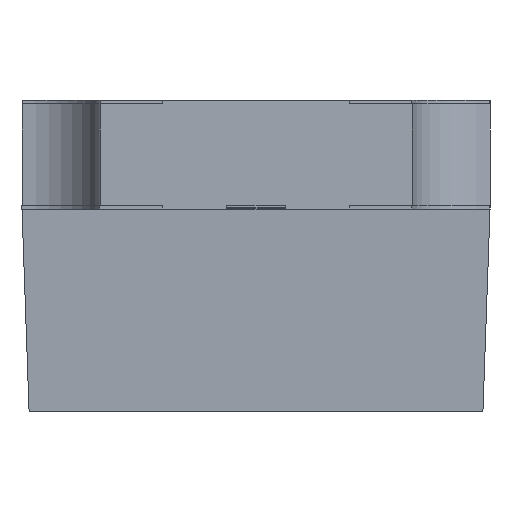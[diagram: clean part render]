
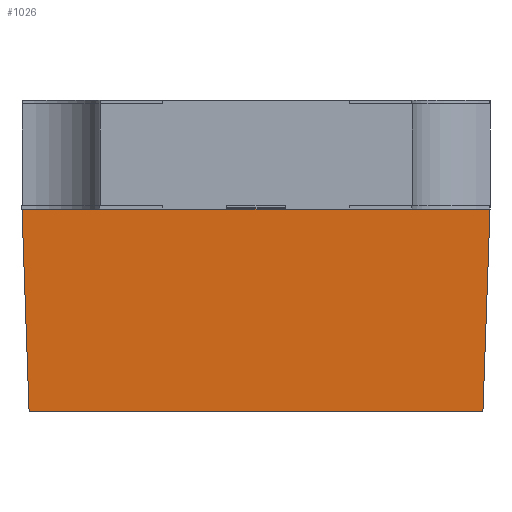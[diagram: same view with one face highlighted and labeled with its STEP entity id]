
A CAD part, front view. The second image highlights one B-rep face of the part: STEP entity #1026.
In plain terms, the highlighted planar face has unit normal (0, -0.999, -0.035).
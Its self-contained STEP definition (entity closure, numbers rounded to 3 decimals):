
#1026 = ADVANCED_FACE( '', ( #1986 ), #1987, .T. );
#1986 = FACE_OUTER_BOUND( '', #2963, .T. );
#1987 = PLANE( '', #2964 );
#2963 = EDGE_LOOP( '', ( #5430, #5431, #5432, #5433, #5434, #5435, #5436, #5437 ) );
#2964 = AXIS2_PLACEMENT_3D( '', #5438, #5439, #5440 );
#5430 = ORIENTED_EDGE( '', *, *, #7213, .T. );
#5431 = ORIENTED_EDGE( '', *, *, #7214, .T. );
#5432 = ORIENTED_EDGE( '', *, *, #7215, .T. );
#5433 = ORIENTED_EDGE( '', *, *, #6391, .T. );
#5434 = ORIENTED_EDGE( '', *, *, #7216, .T. );
#5435 = ORIENTED_EDGE( '', *, *, #7060, .F. );
#5436 = ORIENTED_EDGE( '', *, *, #6726, .F. );
#5437 = ORIENTED_EDGE( '', *, *, #6815, .T. );
#5438 = CARTESIAN_POINT( '', ( 0., -0.6, 0.52 ) );
#5439 = DIRECTION( '', ( 0., -0.999, -0.035 ) );
#5440 = DIRECTION( '', ( 0., 0.035, -0.999 ) );
#6391 = EDGE_CURVE( '', #7715, #7716, #7717, .T. );
#6726 = EDGE_CURVE( '', #8279, #8280, #8281, .F. );
#6815 = EDGE_CURVE( '', #8279, #8409, #8411, .T. );
#7060 = EDGE_CURVE( '', #8280, #8638, #8741, .T. );
#7213 = EDGE_CURVE( '', #8409, #8714, #8926, .F. );
#7214 = EDGE_CURVE( '', #8714, #7706, #8927, .T. );
#7215 = EDGE_CURVE( '', #7706, #7715, #8928, .F. );
#7216 = EDGE_CURVE( '', #7716, #8638, #8929, .F. );
#7706 = VERTEX_POINT( '', #9583 );
#7715 = VERTEX_POINT( '', #9596 );
#7716 = VERTEX_POINT( '', #9597 );
#7717 = LINE( '', #9598, #9599 );
#8279 = VERTEX_POINT( '', #10430 );
#8280 = VERTEX_POINT( '', #10431 );
#8281 = LINE( '', #10432, #10433 );
#8409 = VERTEX_POINT( '', #10620 );
#8411 = LINE( '', #10623, #10624 );
#8638 = VERTEX_POINT( '', #10968 );
#8714 = VERTEX_POINT( '', #11085 );
#8741 = LINE( '', #11127, #11128 );
#8926 = LINE( '', #11414, #11415 );
#8927 = LINE( '', #11416, #11417 );
#8928 = LINE( '', #11418, #11419 );
#8929 = LINE( '', #11420, #11421 );
#9583 = CARTESIAN_POINT( '', ( 0.15, -0.6, 0.52 ) );
#9596 = CARTESIAN_POINT( '', ( -0.15, -0.6, 0.52 ) );
#9597 = CARTESIAN_POINT( '', ( -0.295, -0.6, 0.52 ) );
#9598 = CARTESIAN_POINT( '', ( -0.15, -0.6, 0.52 ) );
#9599 = VECTOR( '', #11781, 1000. );
#10430 = CARTESIAN_POINT( '', ( 0.582, -0.582, 0. ) );
#10431 = CARTESIAN_POINT( '', ( -0.582, -0.582, 0. ) );
#10432 = CARTESIAN_POINT( '', ( 0., -0.582, 0. ) );
#10433 = VECTOR( '', #12081, 1000. );
#10620 = CARTESIAN_POINT( '', ( 0.6, -0.6, 0.52 ) );
#10623 = CARTESIAN_POINT( '', ( 0.599, -0.599, 0.499 ) );
#10624 = VECTOR( '', #12148, 1000. );
#10968 = CARTESIAN_POINT( '', ( -0.6, -0.6, 0.52 ) );
#11085 = CARTESIAN_POINT( '', ( 0.295, -0.6, 0.52 ) );
#11127 = CARTESIAN_POINT( '', ( -0.599, -0.599, 0.499 ) );
#11128 = VECTOR( '', #12340, 1000. );
#11414 = CARTESIAN_POINT( '', ( 0., -0.6, 0.52 ) );
#11415 = VECTOR( '', #12442, 1000. );
#11416 = CARTESIAN_POINT( '', ( 0.15, -0.6, 0.52 ) );
#11417 = VECTOR( '', #12443, 1000. );
#11418 = CARTESIAN_POINT( '', ( 0., -0.6, 0.52 ) );
#11419 = VECTOR( '', #12444, 1000. );
#11420 = CARTESIAN_POINT( '', ( 0., -0.6, 0.52 ) );
#11421 = VECTOR( '', #12445, 1000. );
#11781 = DIRECTION( '', ( -1., 0., 0. ) );
#12081 = DIRECTION( '', ( 1., 0., 0. ) );
#12148 = DIRECTION( '', ( 0.035, -0.035, 0.999 ) );
#12340 = DIRECTION( '', ( -0.035, -0.035, 0.999 ) );
#12442 = DIRECTION( '', ( 1., 0., 0. ) );
#12443 = DIRECTION( '', ( -1., 0., 0. ) );
#12444 = DIRECTION( '', ( 1., 0., 0. ) );
#12445 = DIRECTION( '', ( 1., 0., 0. ) );
